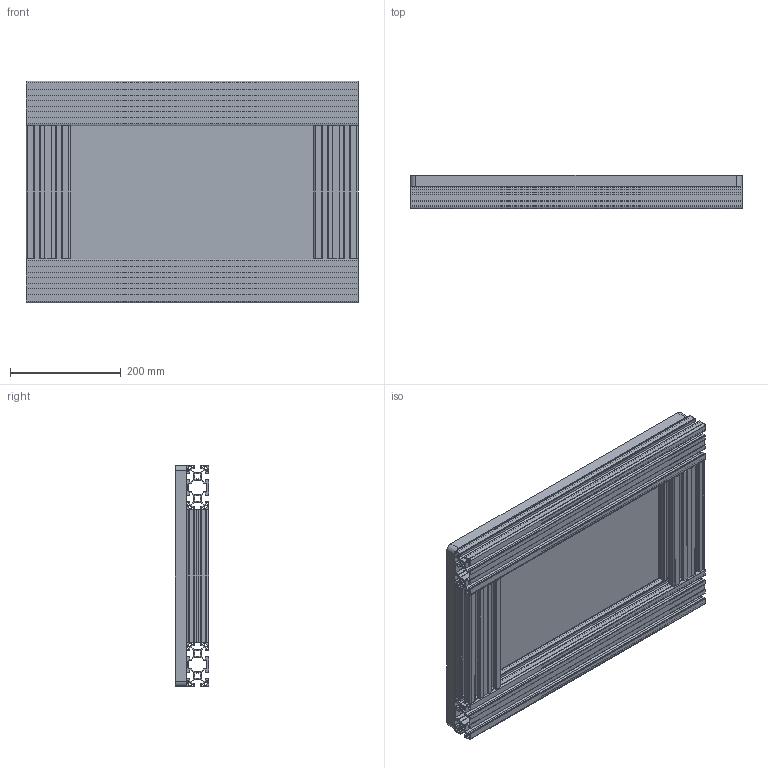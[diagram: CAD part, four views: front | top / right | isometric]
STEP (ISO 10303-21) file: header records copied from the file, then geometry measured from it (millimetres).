
FILE_DESCRIPTION (( 'STEP AP214' ), '1' );
FILE_NAME ('Chasis.STEP', '2023-11-05T10:14:15', ( '' ), ( '' ), 'SwSTEP 2.0', 'SolidWorks 2022', '' );
FILE_SCHEMA (( 'AUTOMOTIVE_DESIGN' ));
Length unit declared in the file: millimetre
Products named in the file (4): PlanchaChasis; PerfilAluminio40x80_600; Chasis; PerfilAluminio40x80_240
Assembly tree (5 placements, depth 2):
  Chasis
    PlanchaChasis
    PerfilAluminio40x80_600  x2
    PerfilAluminio40x80_240  x2
Bounding box: 600 x 60 x 400 mm (x, y, z)
Volume: 6447521.6 mm3; surface area: 1936253.8 mm2
Topology: 5 solids, 5 shells, 818 faces, 2424 edges, 1616 vertices
Faces by surface type: plane 734, cylinder 84
Entity records: 13842 total; most frequent: CARTESIAN_POINT 2462, ORIENTED_EDGE 2448, DIRECTION 2156, EDGE_CURVE 1224, VECTOR 1136, LINE 1136, VERTEX_POINT 816, AXIS2_PLACEMENT_3D 510
